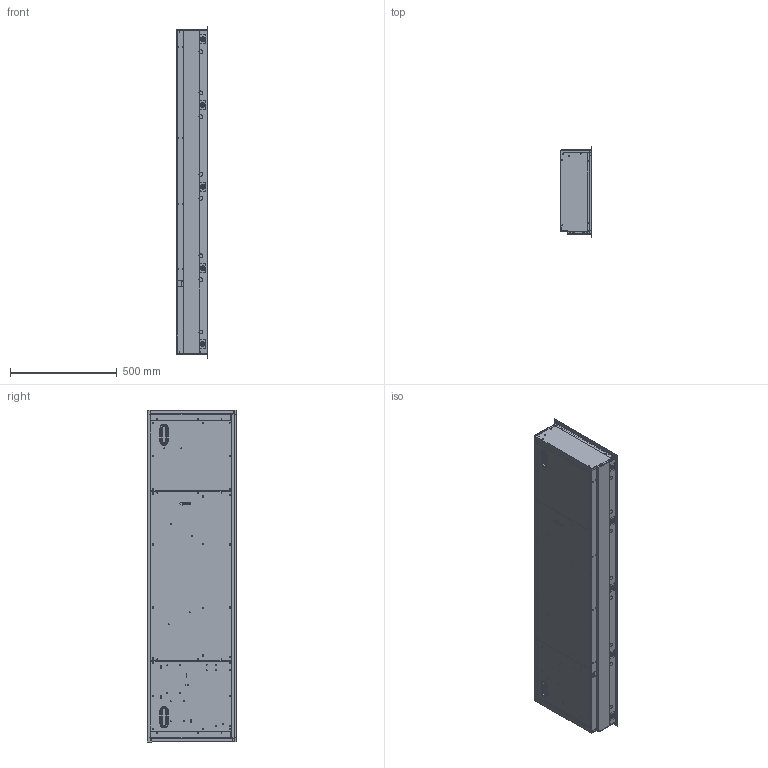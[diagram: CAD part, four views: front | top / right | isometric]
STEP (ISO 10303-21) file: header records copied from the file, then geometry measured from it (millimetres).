
FILE_DESCRIPTION (( 'STEP AP214' ), '1' );
FILE_NAME ('Ignite evolve 60 (EVO 1500)_defeature.STEP', '2024-07-18T13:22:58', ( '' ), ( '' ), 'SwSTEP 2.0', 'SolidWorks 2023', '' );
FILE_SCHEMA (( 'AUTOMOTIVE_DESIGN' ));
Length unit declared in the file: millimetre
Products named in the file (1): Ignite evolve 60 (EVO 1500)_defeature
Bounding box: 147.9 x 419.11 x 1555.67 mm (x, y, z)
Surface area: 2993472.2 mm2 (no closed solid volume)
Topology: 0 solids, 15 shells, 387 faces, 1808 edges, 1347 vertices
Faces by surface type: cylinder 198, plane 157, torus 22, cone 10
Entity records: 23382 total; most frequent: CARTESIAN_POINT 3807, DIRECTION 3425, ORIENTED_EDGE 2514, EDGE_CURVE 1808, VERTEX_POINT 1347, AXIS2_PLACEMENT_3D 1237, LINE 951, VECTOR 951
